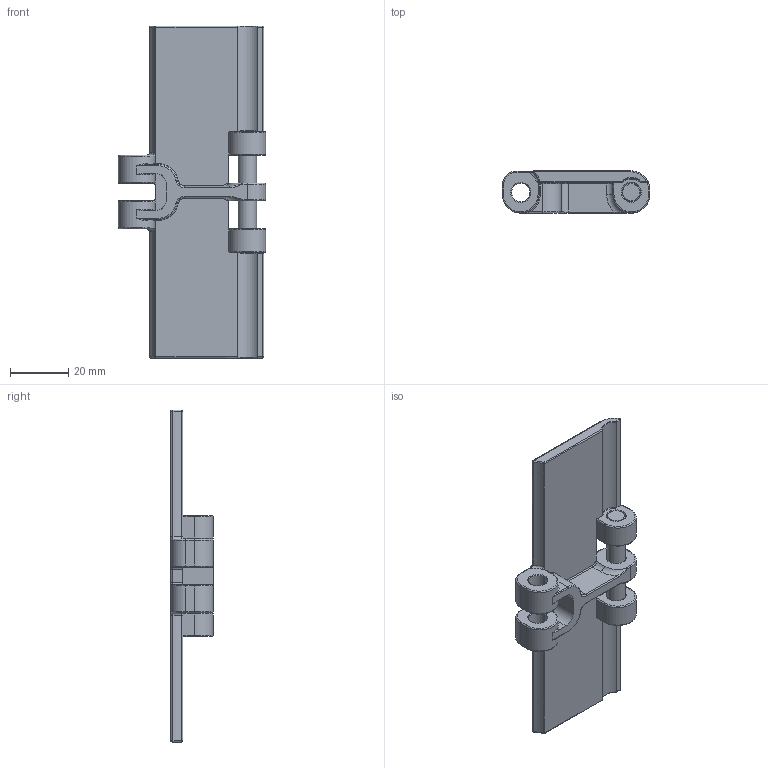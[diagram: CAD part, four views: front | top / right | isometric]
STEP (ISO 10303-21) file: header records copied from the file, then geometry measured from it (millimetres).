
FILE_DESCRIPTION (( 'STEP AP214' ), '1' );
FILE_NAME ('Rexnord-820-Beta-LF 820 K-4-12.STEP', '2019-10-01T08:00:03', ( '' ), ( '' ), 'SwSTEP 2.0', 'SolidWorks 2019', '' );
FILE_SCHEMA (( 'AUTOMOTIVE_DESIGN' ));
Length unit declared in the file: inch
Products named in the file (3): Rexnord-820-Beta-LF 820 K-4-12_820_LF; Rexnord-820-Beta-LF 820 K-4-12_Pin; Rexnord-820-Beta-LF 820 K-4-12
Assembly tree (2 placements, depth 2):
  Rexnord-820-Beta-LF 820 K-4-12
    Rexnord-820-Beta-LF 820 K-4-12_Pin
    Rexnord-820-Beta-LF 820 K-4-12_820_LF
Bounding box: 50.8 x 14.48 x 114.3 mm (x, y, z)
Volume: 23007.6 mm3; surface area: 13953.7 mm2
Topology: 2 solids, 2 shells, 232 faces, 562 edges, 326 vertices
Faces by surface type: cylinder 94, torus 53, plane 42, cone 24, bspline 11, sphere 8
Entity records: 7379 total; most frequent: CARTESIAN_POINT 1716, DIRECTION 1238, ORIENTED_EDGE 1108, EDGE_CURVE 554, AXIS2_PLACEMENT_3D 510, VERTEX_POINT 326, CIRCLE 284, EDGE_LOOP 242
